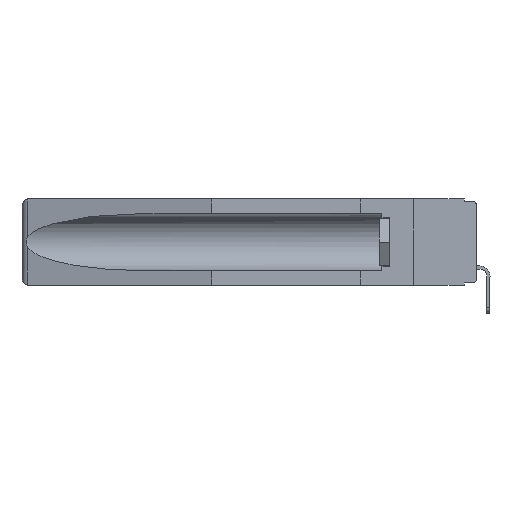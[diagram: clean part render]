
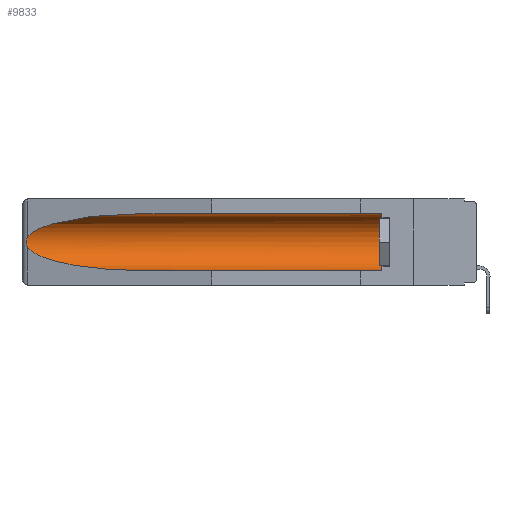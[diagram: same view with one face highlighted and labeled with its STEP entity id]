
A CAD part, left-side view. The second image highlights one B-rep face of the part: STEP entity #9833.
In plain terms, the highlighted cylindrical face has radius 2.857 mm (diameter 5.715 mm), a partial arc.
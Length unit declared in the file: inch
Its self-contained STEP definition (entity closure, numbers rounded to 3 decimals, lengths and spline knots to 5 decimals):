
#81 = CARTESIAN_POINT ( 'NONE',  ( 0.155, 0.126, -0.059 ) ) ;
#189 = EDGE_CURVE ( 'NONE', #5762, #7948, #14597, .T. ) ;
#226 = CARTESIAN_POINT ( 'NONE',  ( 0.26537, 1.52718, -0.14972 ) ) ;
#624 = DIRECTION ( 'NONE',  ( 0., 1., 0. ) ) ;
#1018 = EDGE_CURVE ( 'NONE', #5507, #2643, #13952, .T. ) ;
#2017 = DIRECTION ( 'NONE',  ( 0., -1., 0. ) ) ;
#2023 =( BOUNDED_CURVE ( )  B_SPLINE_CURVE ( 3, ( #8902, #3938, #10266, #6464 ),
 .UNSPECIFIED., .F., .F. ) 
 B_SPLINE_CURVE_WITH_KNOTS ( ( 4, 4 ),
 ( 4.71239, 6.08839 ),
 .UNSPECIFIED. ) 
 CURVE ( )  GEOMETRIC_REPRESENTATION_ITEM ( )  RATIONAL_B_SPLINE_CURVE ( ( 1., 0.848, 0.848, 1. ) ) 
 REPRESENTATION_ITEM ( '' )  );
#2339 = CYLINDRICAL_SURFACE ( 'NONE', #8807, 0.1125 ) ;
#2629 = CARTESIAN_POINT ( 'NONE',  ( 0.26597, 1.52961, -0.15275 ) ) ;
#2643 = VERTEX_POINT ( 'NONE', #7426 ) ;
#2819 = CARTESIAN_POINT ( 'NONE',  ( 0.26537, 1.52718, -0.14972 ) ) ;
#2935 = DIRECTION ( 'NONE',  ( 0., 1., 0. ) ) ;
#3786 = ORIENTED_EDGE ( 'NONE', *, *, #189, .T. ) ;
#3938 = CARTESIAN_POINT ( 'NONE',  ( 0.21114, 1.30732, -0.059 ) ) ;
#4214 = CARTESIAN_POINT ( 'NONE',  ( 0.26537, 1.52718, -0.19328 ) ) ;
#4367 = CARTESIAN_POINT ( 'NONE',  ( 0.155, 1.07973, -0.284 ) ) ;
#4807 = ORIENTED_EDGE ( 'NONE', *, *, #7163, .T. ) ;
#5459 = EDGE_CURVE ( 'NONE', #2643, #15187, #2023, .T. ) ;
#5507 = VERTEX_POINT ( 'NONE', #81 ) ;
#5762 = VERTEX_POINT ( 'NONE', #11012 ) ;
#5813 = CARTESIAN_POINT ( 'NONE',  ( 0.155, 1.07973, -0.284 ) ) ;
#6464 = CARTESIAN_POINT ( 'NONE',  ( 0.26537, 1.52718, -0.14972 ) ) ;
#6549 = CARTESIAN_POINT ( 'NONE',  ( 0.26654, 1.53092, -0.15636 ) ) ;
#6662 = CARTESIAN_POINT ( 'NONE',  ( 0.26537, 1.52718, -0.19328 ) ) ;
#6712 = CARTESIAN_POINT ( 'NONE',  ( 0.2675, 1.53308, -0.17534 ) ) ;
#6735 = CARTESIAN_POINT ( 'NONE',  ( 0.21114, 1.30732, -0.284 ) ) ;
#7163 = EDGE_CURVE ( 'NONE', #15187, #5762, #15613, .T. ) ;
#7172 = EDGE_LOOP ( 'NONE', ( #8893, #4807, #3786, #7211, #9769, #12355 ) ) ;
#7211 = ORIENTED_EDGE ( 'NONE', *, *, #11818, .F. ) ;
#7426 = CARTESIAN_POINT ( 'NONE',  ( 0.155, 1.07973, -0.059 ) ) ;
#7772 = CARTESIAN_POINT ( 'NONE',  ( 0.26597, 1.5296, -0.19026 ) ) ;
#7879 = CARTESIAN_POINT ( 'NONE',  ( 0.2675, 1.53308, -0.16763 ) ) ;
#7948 = VERTEX_POINT ( 'NONE', #5813 ) ;
#7993 = CARTESIAN_POINT ( 'NONE',  ( 0.2673, 1.5327, -0.16383 ) ) ;
#8066 = CARTESIAN_POINT ( 'NONE',  ( 0.25451, 1.48313, -0.24835 ) ) ;
#8807 = AXIS2_PLACEMENT_3D ( 'NONE', #14904, #11087, #16255 ) ;
#8893 = ORIENTED_EDGE ( 'NONE', *, *, #5459, .T. ) ;
#8902 = CARTESIAN_POINT ( 'NONE',  ( 0.155, 1.07973, -0.059 ) ) ;
#9337 = CARTESIAN_POINT ( 'NONE',  ( 0.155, -0.30754, -0.284 ) ) ;
#9354 = AXIS2_PLACEMENT_3D ( 'NONE', #16071, #2017, #16120 ) ;
#9769 = ORIENTED_EDGE ( 'NONE', *, *, #16038, .T. ) ;
#9833 = ADVANCED_FACE ( 'NONE', ( #13100 ), #2339, .F. ) ;
#10266 = CARTESIAN_POINT ( 'NONE',  ( 0.25451, 1.48313, -0.09465 ) ) ;
#10767 = VERTEX_POINT ( 'NONE', #14493 ) ;
#11012 = CARTESIAN_POINT ( 'NONE',  ( 0.26537, 1.52718, -0.19328 ) ) ;
#11087 = DIRECTION ( 'NONE',  ( 0., 1., 0. ) ) ;
#11396 = CIRCLE ( 'NONE', #9354, 0.1125 ) ;
#11763 = CARTESIAN_POINT ( 'NONE',  ( 0.2673, 1.53269, -0.17917 ) ) ;
#11818 = EDGE_CURVE ( 'NONE', #10767, #7948, #15657, .T. ) ;
#12355 = ORIENTED_EDGE ( 'NONE', *, *, #1018, .T. ) ;
#12740 = VECTOR ( 'NONE', #624, 39.37008 ) ;
#12989 = CARTESIAN_POINT ( 'NONE',  ( 0.26655, 1.53094, -0.18657 ) ) ;
#13100 = FACE_OUTER_BOUND ( 'NONE', #7172, .T. ) ;
#13952 = LINE ( 'NONE', #15921, #12740 ) ;
#14268 = VECTOR ( 'NONE', #2935, 39.37008 ) ;
#14493 = CARTESIAN_POINT ( 'NONE',  ( 0.155, 0.126, -0.284 ) ) ;
#14597 =( BOUNDED_CURVE ( )  B_SPLINE_CURVE ( 3, ( #4214, #8066, #6735, #4367 ),
 .UNSPECIFIED., .F., .T. ) 
 B_SPLINE_CURVE_WITH_KNOTS ( ( 4, 4 ),
 ( 0.1948, 1.5708 ),
 .UNSPECIFIED. ) 
 CURVE ( )  GEOMETRIC_REPRESENTATION_ITEM ( )  RATIONAL_B_SPLINE_CURVE ( ( 1., 0.848, 0.848, 1. ) ) 
 REPRESENTATION_ITEM ( '' )  );
#14904 = CARTESIAN_POINT ( 'NONE',  ( 0.155, -0.30754, -0.1715 ) ) ;
#15187 = VERTEX_POINT ( 'NONE', #2819 ) ;
#15613 = B_SPLINE_CURVE_WITH_KNOTS ( 'NONE', 3,
 ( #226, #2629, #6549, #7993, #7879, #6712, #11763, #12989, #7772, #6662 ),
 .UNSPECIFIED., .F., .F.,
 ( 4, 2, 2, 2, 4 ),
 ( 0., 0.00029, 0.00058, 0.00087, 0.00117 ),
 .UNSPECIFIED. ) ;
#15657 = LINE ( 'NONE', #9337, #14268 ) ;
#15921 = CARTESIAN_POINT ( 'NONE',  ( 0.155, -0.30754, -0.059 ) ) ;
#16038 = EDGE_CURVE ( 'NONE', #10767, #5507, #11396, .T. ) ;
#16071 = CARTESIAN_POINT ( 'NONE',  ( 0.155, 0.126, -0.1715 ) ) ;
#16120 = DIRECTION ( 'NONE',  ( 0., 0., 1. ) ) ;
#16255 = DIRECTION ( 'NONE',  ( 0., 0., 1. ) ) ;
